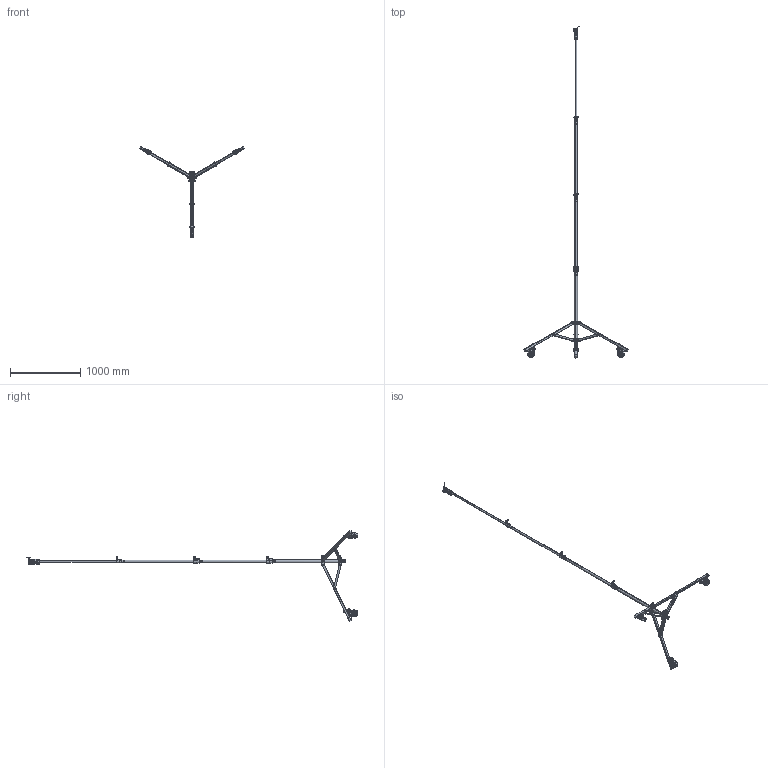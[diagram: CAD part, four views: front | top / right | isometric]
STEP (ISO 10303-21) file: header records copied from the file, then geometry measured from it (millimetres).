
FILE_DESCRIPTION (( 'STEP AP203' ), '1' );
FILE_NAME ('G207601.STEP', '2018-10-01T12:50:20', ( '' ), ( '' ), 'SwSTEP 2.0', 'SolidWorks 2016', '' );
FILE_SCHEMA (( 'CONFIG_CONTROL_DESIGN' ));
Length unit declared in the file: millimetre
Products named in the file (69): TH2028_TH2028; TH1507_TH2553; Doughty Knob_S0140; Binx Nut_M6 BLK; TH1534_TH2557; TH1463_TH2454; TH096; socket set screw flat point_doughty fastners - stainless_BS 4168-2 - M8 x 8-S; Hex Bolt GradeC_Doughty Fastners - Black_BS EN 24016 - M8 x 55 x 22-WS; F770; TH2045; TH2029_TH2029; TH864; S0541-1; TH1538_TH2477; S3145; SW3dPS-nyloc nut, st stl a2 iso_M10 NYLOC; TH2357; Plain Washer Form B_Doughty Fastners - Black_Bright washer BS 4320 - M8 (Form B); TH1465_TH2452; Doughty Knob_S0142; S0541; F628; TH1464_TH2453; G207601; F772; S0201; TH1448; S0200; G2060_G206001; TH2358_TH2455; TH1478; S0104; TH085; Plain Washer Form B_Doughty Fastners - Black_Bright washer BS 4320 - M6 (Form B); S0106; Spring Pin Slotted_HD_Doughty Fastners_Spring Pin ISO 8752 - 6 x 50St; S0105; S0541-2; TH1468_TH2552 ...
Assembly tree (150 placements, depth 4):
  G207601
    TH1465_TH2452
      TH1448
      Spring Pin Slotted_HD_Doughty Fastners_Spring Pin ISO 8752 - 6 x 50St
    TH1537_TH2476
      TH097
      F629
    TH1538_TH2477
      TH096
      F629
    S0106
    S0201
    TH2376_TH2456  x3
    TH2377_TH2462  x6
    F972  x6
    TH2357  x2
    TH1534_TH2557
      TH079_TH2551
        TH2029_TH2029
      F629
    TH1464_TH2453
      TH1447
      Spring Pin Slotted_HD_Doughty Fastners_Spring Pin ISO 8752 - 6 x 40St
    TH1483  x2
    S0105
    S0200
    TH1468_TH2552
      TH1467_TH1467
        TH2028_TH2028
      F629
    TH1463_TH2454
      TH1446
      Spring Pin Slotted_HD_Doughty Fastners_Spring Pin ISO 8752 - 6 x 32St
    S0104
    TH085  x2
    Doughty Knob_S0140  x2
    Doughty Knob_S0142  x3
    TH2236  x3
    TH2378  x3
    S3145  x3
    T77700  x3
    TH1507_TH2553
      TH037_TH037
        TH2027_TH2027
      F629
      F770  x2
    TH2358_TH2455
    S0199
    S0112
    TH864
    TH1478
    TH1479
    G2060_G206001
      TH1535
        TH2045
      Doughty Knob_S0129
      S0541
        S0541-1
        S0541-2
      TH2164
Bounding box: 1490.67 x 4715.34 x 1291.47 mm (x, y, z)
Volume: 3409169.6 mm3; surface area: 2326841 mm2
Topology: 142 solids, 148 shells, 5634 faces, 13944 edges, 8729 vertices
Faces by surface type: cylinder 1852, plane 1741, cone 1157, torus 539, bspline 301, sphere 44
Entity records: 111199 total; most frequent: CARTESIAN_POINT 38803, DIRECTION 13599, ORIENTED_EDGE 12946, EDGE_CURVE 6473, AXIS2_PLACEMENT_3D 5263, VERTEX_POINT 4064, LINE 3073, VECTOR 3073
